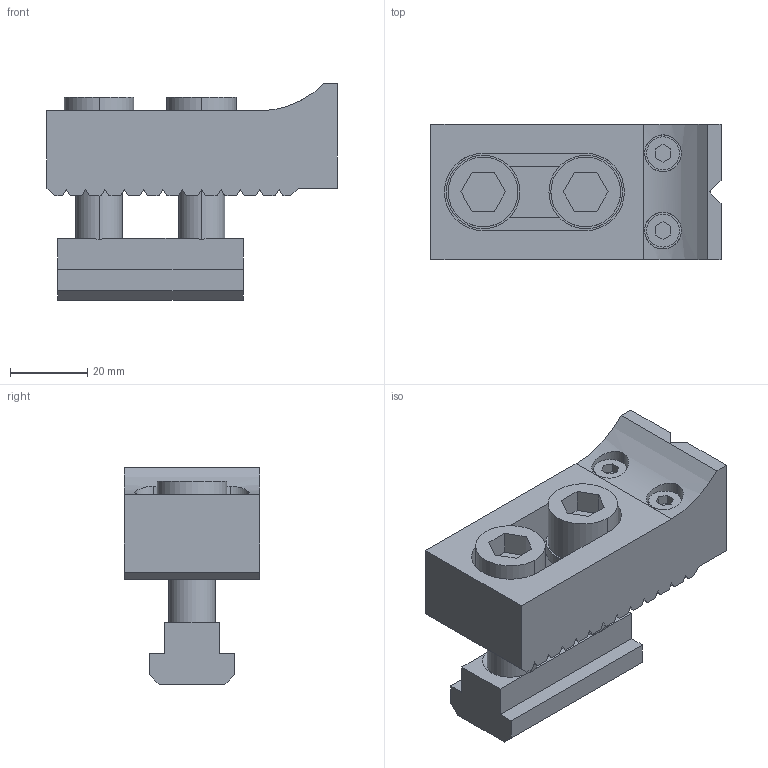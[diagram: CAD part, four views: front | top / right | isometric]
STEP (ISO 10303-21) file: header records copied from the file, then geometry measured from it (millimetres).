
FILE_DESCRIPTION (( 'STEP AP203' ), '1' );
FILE_NAME ('bj202-12122t.STEP', '2021-10-25T01:21:05', ( '' ), ( '' ), 'SwSTEP 2.0', 'SolidWorks 2020', '' );
FILE_SCHEMA (( 'CONFIG_CONTROL_DESIGN' ));
Length unit declared in the file: millimetre
Products named in the file (7): bj202-12122t_05; bj202-12122t_01; bj202-12122t_04; bj202-12122t_02; bj202-12122t; bj202-12122t_03; bj202-12122t_06
Assembly tree (6 placements, depth 2):
  bj202-12122t
    bj202-12122t_01
    bj202-12122t_02
    bj202-12122t_03
    bj202-12122t_04
    bj202-12122t_05
    bj202-12122t_06
Bounding box: 75 x 35 x 56 mm (x, y, z)
Volume: 66593.7 mm3; surface area: 25010.6 mm2
Topology: 6 solids, 8 shells, 198 faces, 512 edges, 338 vertices
Faces by surface type: plane 143, cylinder 47, cone 8
Entity records: 6931 total; most frequent: CARTESIAN_POINT 1287, ORIENTED_EDGE 1024, DIRECTION 1010, EDGE_CURVE 512, VECTOR 376, LINE 376, VERTEX_POINT 338, AXIS2_PLACEMENT_3D 317
